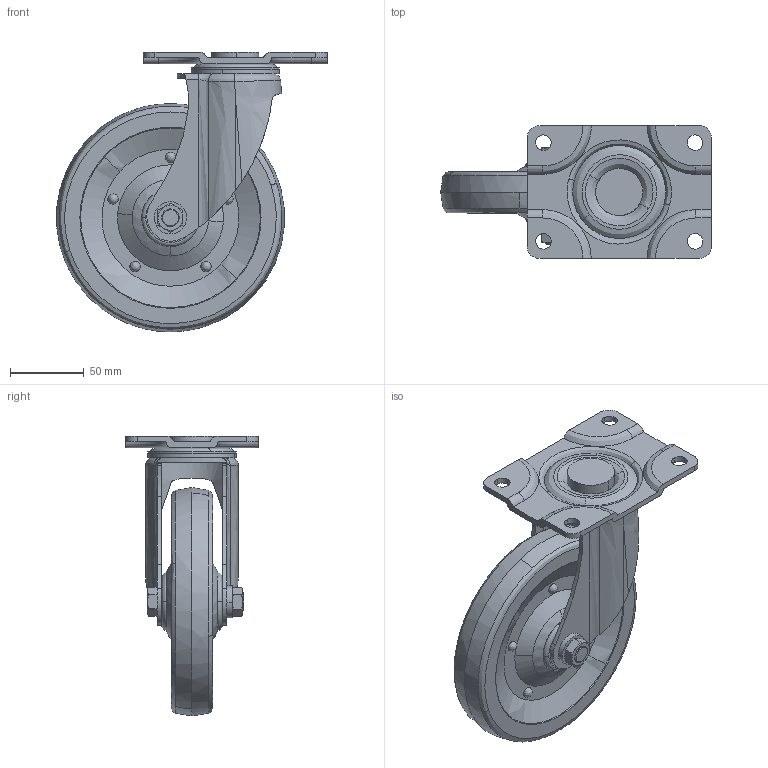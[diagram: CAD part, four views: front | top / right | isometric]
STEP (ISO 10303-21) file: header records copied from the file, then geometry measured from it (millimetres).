
FILE_DESCRIPTION((''),'2;1');
FILE_NAME('','2009-03-19T14:35:21',(''),(''),'','CADfix','');
FILE_SCHEMA(('AUTOMOTIVE_DESIGN { 1 0 10303 214 1 1 1 1 }'));
Length unit declared in the file: millimetre
Bounding box: 183.75 x 90 x 190 mm (x, y, z)
Volume: 566786.5 mm3; surface area: 118894.4 mm2
Topology: 5 solids, 5 shells, 265 faces, 784 edges, 556 vertices
Faces by surface type: bspline 265
Entity records: 11734 total; most frequent: CARTESIAN_POINT 7441, ORIENTED_EDGE 1568, EDGE_CURVE 784, VERTEX_POINT 556, EDGE_LOOP 310, FACE_OUTER_BOUND 265, ADVANCED_FACE 265, QUASI_UNIFORM_CURVE 200
